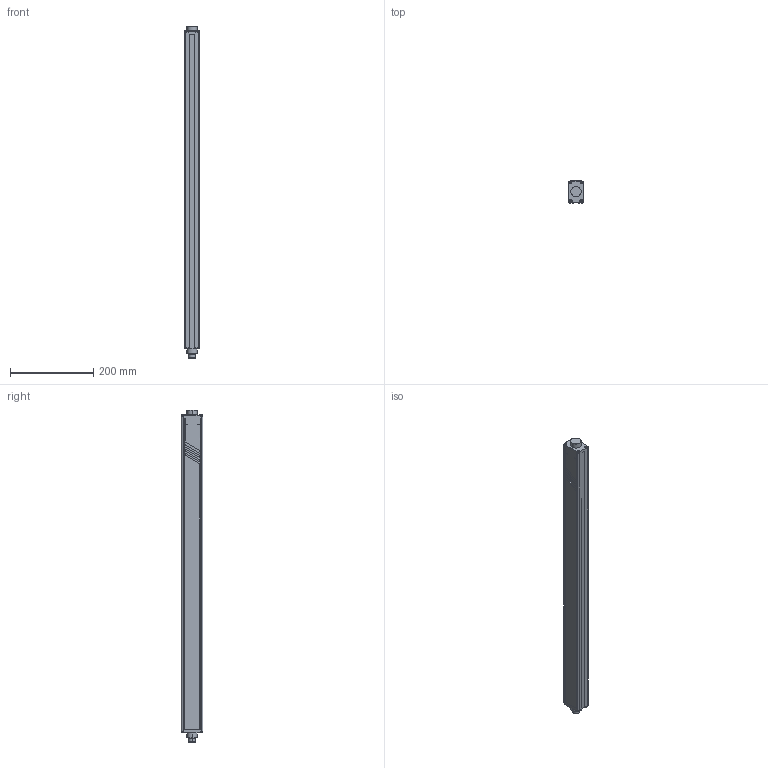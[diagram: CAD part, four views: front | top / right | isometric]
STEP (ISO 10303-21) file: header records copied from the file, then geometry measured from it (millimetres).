
FILE_DESCRIPTION((''),'2;1');
FILE_NAME('PRT0001','2022-01-21T',('EDY'),(''),'CREO PARAMETRIC BY PTC INC, 2018070','CREO PARAMETRIC BY PTC INC, 2018070','');
FILE_SCHEMA(('CONFIG_CONTROL_DESIGN'));
Length unit declared in the file: millimetre
Products named in the file (1): PRT0001
Bounding box: 36 x 52 x 799 mm (x, y, z)
Volume: 1244195.7 mm3; surface area: 204703.3 mm2
Topology: 1 solids, 2 shells, 510 faces, 1384 edges, 863 vertices
Faces by surface type: plane 282, cylinder 169, cone 24, sphere 16, bspline 11, torus 8
Entity records: 16236 total; most frequent: CARTESIAN_POINT 3311, DIRECTION 2775, ORIENTED_EDGE 2662, EDGE_CURVE 1331, AXIS2_PLACEMENT_3D 990, VERTEX_POINT 863, VECTOR 795, LINE 795
